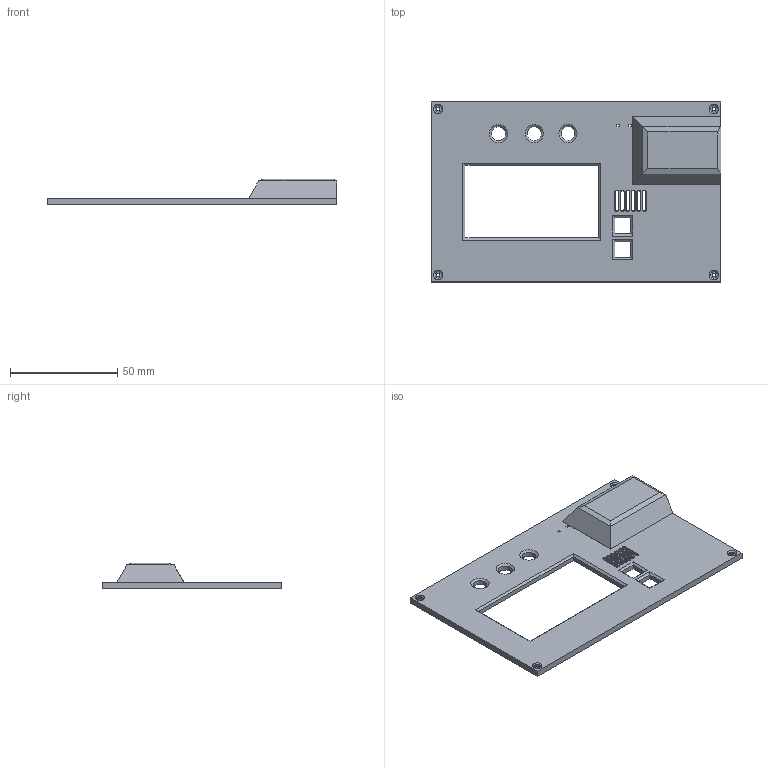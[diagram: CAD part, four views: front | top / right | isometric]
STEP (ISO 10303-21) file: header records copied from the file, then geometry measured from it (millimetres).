
FILE_DESCRIPTION(/* description */ ('STEP AP242 Edition 2','CAx-IF Rec.Pracs.---Representation and Presentation of Product Manufacturing Information (PMI)---4.0---2014-10-13','CAx-IF Rec.Pracs.---3D Tessellated Geometry---0.4---2014-09-14','2;1','CAx-IF Rec.Pracs.---User Defined Attributes---1.5---2016-08-15'),/* implementation_level */ '2;1');
FILE_NAME(/* name */ '69505f677cdc4b171c4c3efa',/* time_stamp */ '2025-12-27T22:36:24Z',/* author */ (''),/* organization */ (''),/* preprocessor_version */ 'ST-DEVELOPER v20',/* originating_system */ 'ONSHAPE BY PTC INC, 1.208',/* authorisation */ ' ');
FILE_SCHEMA (('AP242_MANAGED_MODEL_BASED_3D_ENGINEERING_MIM_LF { 1 0 10303 442 3 1 4 }'));
Length unit declared in the file: metre
Products named in the file (1): Part 1
Bounding box: 134.8 x 83.8 x 12.07 mm (x, y, z)
Volume: 29359.8 mm3; surface area: 21832.3 mm2
Topology: 1 solids, 1 shells, 131 faces, 330 edges, 205 vertices
Faces by surface type: plane 86, cylinder 26, cone 19
Full cylindrical faces by diameter (mm): 1.65 x4, 3.2 x4, 6.5 x3
Entity records: 3865 total; most frequent: DIRECTION 653, CARTESIAN_POINT 649, ORIENTED_EDGE 624, EDGE_CURVE 312, LINE 235, VECTOR 235, AXIS2_PLACEMENT_3D 209, VERTEX_POINT 205
